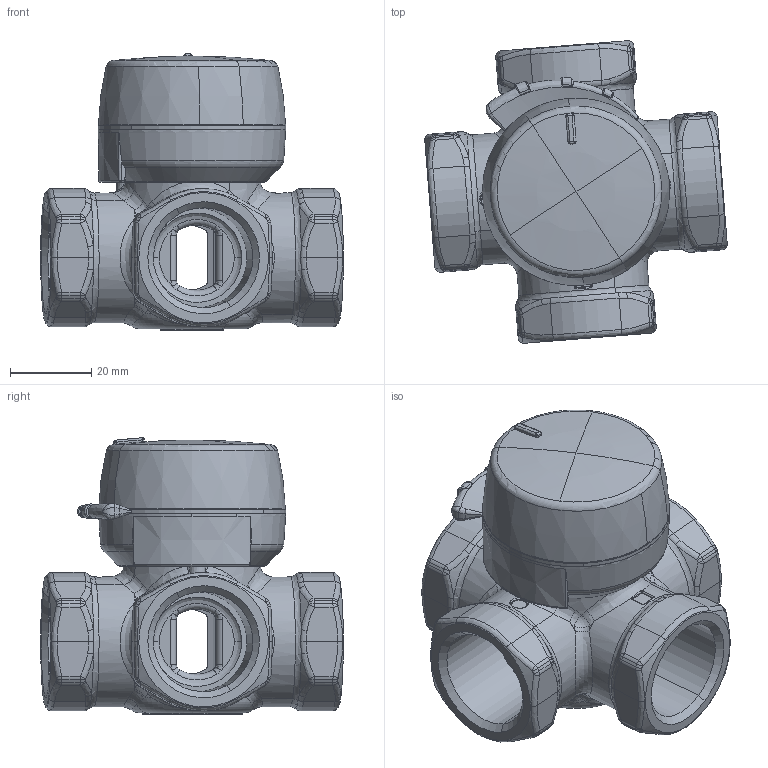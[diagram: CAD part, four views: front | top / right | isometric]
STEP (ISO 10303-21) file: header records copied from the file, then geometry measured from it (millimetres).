
FILE_DESCRIPTION(('CATIA V5 STEP Exchange'),'2;1');
FILE_NAME('VRB X4X DN20.stp','2013-10-24T13:50:07+00:00',('none'),('none'),'CATIA Version 5 Release 20 SP 6 (IN-10)','CATIA V5 STEP AP203','none');
FILE_SCHEMA(('CONFIG_CONTROL_DESIGN'));
Products named in the file (1): VRB X4X DN20
Assembly tree (4 placements, depth 2):
  VRB X4X DN20
    #58
    #123719
    #131404
    #139937
Bounding box: 74.31 x 74.31 x 67.87 mm (x, y, z)
Volume: 70037.8 mm3; surface area: 50507.3 mm2
Topology: 5 solids, 5 shells, 3837 faces, 9180 edges, 5138 vertices
Faces by surface type: cylinder 1402, bspline 850, plane 756, sphere 274, torus 256, cone 214, revolution 85
Entity records: 146010 total; most frequent: CARTESIAN_POINT 70378, ORIENTED_EDGE 17814, DIRECTION 11037, EDGE_CURVE 8907, AXIS2_PLACEMENT_3D 5285, VERTEX_POINT 5138, EDGE_LOOP 3913, ADVANCED_FACE 3837
